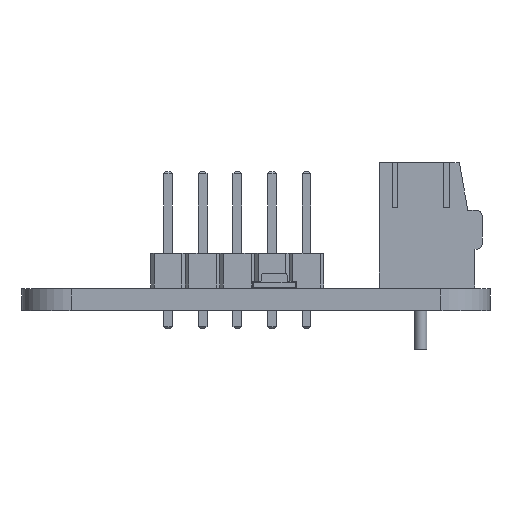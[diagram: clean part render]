
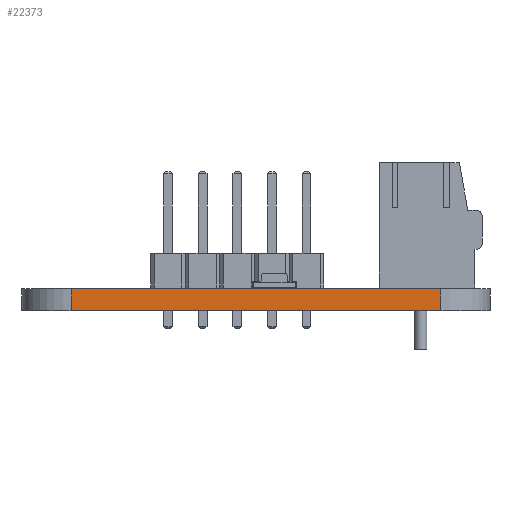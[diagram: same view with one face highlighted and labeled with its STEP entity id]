
A CAD part, left-side view. The second image highlights one B-rep face of the part: STEP entity #22373.
In plain terms, the highlighted planar face has unit normal (-1, 0, 0).
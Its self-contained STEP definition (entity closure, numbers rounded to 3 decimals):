
#20618 = PLANE('',#20619);
#20619 = AXIS2_PLACEMENT_3D('',#20620,#20621,#20622);
#20620 = CARTESIAN_POINT('',(208.7,-96.3,1.6));
#20621 = DIRECTION('',(0.,0.,1.));
#20622 = DIRECTION('',(1.,0.,-0.));
#20673 = PLANE('',#20674);
#20674 = AXIS2_PLACEMENT_3D('',#20675,#20676,#20677);
#20675 = CARTESIAN_POINT('',(208.7,-96.3,0.));
#20676 = DIRECTION('',(0.,0.,1.));
#20677 = DIRECTION('',(1.,0.,-0.));
#20782 = CYLINDRICAL_SURFACE('',#20783,3.6);
#20783 = AXIS2_PLACEMENT_3D('',#20784,#20785,#20786);
#20784 = CARTESIAN_POINT('',(192.7,-82.75,0.));
#20785 = DIRECTION('',(-0.,-0.,-1.));
#20786 = DIRECTION('',(1.,0.,-0.));
#20843 = VERTEX_POINT('',#20844);
#20844 = CARTESIAN_POINT('',(189.1,-82.75,0.));
#20866 = EDGE_CURVE('',#20867,#20843,#20869,.T.);
#20867 = VERTEX_POINT('',#20868);
#20868 = CARTESIAN_POINT('',(189.1,-109.85,0.));
#20869 = SURFACE_CURVE('',#20870,(#20874,#20881),.PCURVE_S1.);
#20870 = LINE('',#20871,#20872);
#20871 = CARTESIAN_POINT('',(189.1,-109.85,0.));
#20872 = VECTOR('',#20873,1.);
#20873 = DIRECTION('',(0.,1.,0.));
#20874 = PCURVE('',#20673,#20875);
#20875 = DEFINITIONAL_REPRESENTATION('',(#20876),#20880);
#20876 = LINE('',#20877,#20878);
#20877 = CARTESIAN_POINT('',(-19.6,-13.55));
#20878 = VECTOR('',#20879,1.);
#20879 = DIRECTION('',(0.,1.));
#20880 = ( GEOMETRIC_REPRESENTATION_CONTEXT(2) 
PARAMETRIC_REPRESENTATION_CONTEXT() REPRESENTATION_CONTEXT('2D SPACE',''
  ) );
#20881 = PCURVE('',#20882,#20887);
#20882 = PLANE('',#20883);
#20883 = AXIS2_PLACEMENT_3D('',#20884,#20885,#20886);
#20884 = CARTESIAN_POINT('',(189.1,-109.85,0.));
#20885 = DIRECTION('',(-1.,0.,0.));
#20886 = DIRECTION('',(0.,1.,0.));
#20887 = DEFINITIONAL_REPRESENTATION('',(#20888),#20892);
#20888 = LINE('',#20889,#20890);
#20889 = CARTESIAN_POINT('',(0.,0.));
#20890 = VECTOR('',#20891,1.);
#20891 = DIRECTION('',(1.,0.));
#20892 = ( GEOMETRIC_REPRESENTATION_CONTEXT(2) 
PARAMETRIC_REPRESENTATION_CONTEXT() REPRESENTATION_CONTEXT('2D SPACE',''
  ) );
#20911 = CYLINDRICAL_SURFACE('',#20912,3.6);
#20912 = AXIS2_PLACEMENT_3D('',#20913,#20914,#20915);
#20913 = CARTESIAN_POINT('',(192.7,-109.85,0.));
#20914 = DIRECTION('',(-0.,-0.,-1.));
#20915 = DIRECTION('',(1.,0.,-0.));
#21631 = VERTEX_POINT('',#21632);
#21632 = CARTESIAN_POINT('',(189.1,-82.75,1.6));
#21654 = EDGE_CURVE('',#21655,#21631,#21657,.T.);
#21655 = VERTEX_POINT('',#21656);
#21656 = CARTESIAN_POINT('',(189.1,-109.85,1.6));
#21657 = SURFACE_CURVE('',#21658,(#21662,#21669),.PCURVE_S1.);
#21658 = LINE('',#21659,#21660);
#21659 = CARTESIAN_POINT('',(189.1,-109.85,1.6));
#21660 = VECTOR('',#21661,1.);
#21661 = DIRECTION('',(0.,1.,0.));
#21662 = PCURVE('',#20618,#21663);
#21663 = DEFINITIONAL_REPRESENTATION('',(#21664),#21668);
#21664 = LINE('',#21665,#21666);
#21665 = CARTESIAN_POINT('',(-19.6,-13.55));
#21666 = VECTOR('',#21667,1.);
#21667 = DIRECTION('',(0.,1.));
#21668 = ( GEOMETRIC_REPRESENTATION_CONTEXT(2) 
PARAMETRIC_REPRESENTATION_CONTEXT() REPRESENTATION_CONTEXT('2D SPACE',''
  ) );
#21669 = PCURVE('',#20882,#21670);
#21670 = DEFINITIONAL_REPRESENTATION('',(#21671),#21675);
#21671 = LINE('',#21672,#21673);
#21672 = CARTESIAN_POINT('',(0.,-1.6));
#21673 = VECTOR('',#21674,1.);
#21674 = DIRECTION('',(1.,0.));
#21675 = ( GEOMETRIC_REPRESENTATION_CONTEXT(2) 
PARAMETRIC_REPRESENTATION_CONTEXT() REPRESENTATION_CONTEXT('2D SPACE',''
  ) );
#22325 = EDGE_CURVE('',#20843,#21631,#22326,.T.);
#22326 = SURFACE_CURVE('',#22327,(#22331,#22338),.PCURVE_S1.);
#22327 = LINE('',#22328,#22329);
#22328 = CARTESIAN_POINT('',(189.1,-82.75,0.));
#22329 = VECTOR('',#22330,1.);
#22330 = DIRECTION('',(0.,0.,1.));
#22331 = PCURVE('',#20782,#22332);
#22332 = DEFINITIONAL_REPRESENTATION('',(#22333),#22337);
#22333 = LINE('',#22334,#22335);
#22334 = CARTESIAN_POINT('',(-3.142,0.));
#22335 = VECTOR('',#22336,1.);
#22336 = DIRECTION('',(-0.,-1.));
#22337 = ( GEOMETRIC_REPRESENTATION_CONTEXT(2) 
PARAMETRIC_REPRESENTATION_CONTEXT() REPRESENTATION_CONTEXT('2D SPACE',''
  ) );
#22338 = PCURVE('',#20882,#22339);
#22339 = DEFINITIONAL_REPRESENTATION('',(#22340),#22344);
#22340 = LINE('',#22341,#22342);
#22341 = CARTESIAN_POINT('',(27.1,0.));
#22342 = VECTOR('',#22343,1.);
#22343 = DIRECTION('',(0.,-1.));
#22344 = ( GEOMETRIC_REPRESENTATION_CONTEXT(2) 
PARAMETRIC_REPRESENTATION_CONTEXT() REPRESENTATION_CONTEXT('2D SPACE',''
  ) );
#22373 = ADVANCED_FACE('',(#22374),#20882,.T.);
#22374 = FACE_BOUND('',#22375,.T.);
#22375 = EDGE_LOOP('',(#22376,#22397,#22398,#22399));
#22376 = ORIENTED_EDGE('',*,*,#22377,.T.);
#22377 = EDGE_CURVE('',#20867,#21655,#22378,.T.);
#22378 = SURFACE_CURVE('',#22379,(#22383,#22390),.PCURVE_S1.);
#22379 = LINE('',#22380,#22381);
#22380 = CARTESIAN_POINT('',(189.1,-109.85,0.));
#22381 = VECTOR('',#22382,1.);
#22382 = DIRECTION('',(0.,0.,1.));
#22383 = PCURVE('',#20882,#22384);
#22384 = DEFINITIONAL_REPRESENTATION('',(#22385),#22389);
#22385 = LINE('',#22386,#22387);
#22386 = CARTESIAN_POINT('',(0.,0.));
#22387 = VECTOR('',#22388,1.);
#22388 = DIRECTION('',(0.,-1.));
#22389 = ( GEOMETRIC_REPRESENTATION_CONTEXT(2) 
PARAMETRIC_REPRESENTATION_CONTEXT() REPRESENTATION_CONTEXT('2D SPACE',''
  ) );
#22390 = PCURVE('',#20911,#22391);
#22391 = DEFINITIONAL_REPRESENTATION('',(#22392),#22396);
#22392 = LINE('',#22393,#22394);
#22393 = CARTESIAN_POINT('',(-3.142,0.));
#22394 = VECTOR('',#22395,1.);
#22395 = DIRECTION('',(-0.,-1.));
#22396 = ( GEOMETRIC_REPRESENTATION_CONTEXT(2) 
PARAMETRIC_REPRESENTATION_CONTEXT() REPRESENTATION_CONTEXT('2D SPACE',''
  ) );
#22397 = ORIENTED_EDGE('',*,*,#21654,.T.);
#22398 = ORIENTED_EDGE('',*,*,#22325,.F.);
#22399 = ORIENTED_EDGE('',*,*,#20866,.F.);
